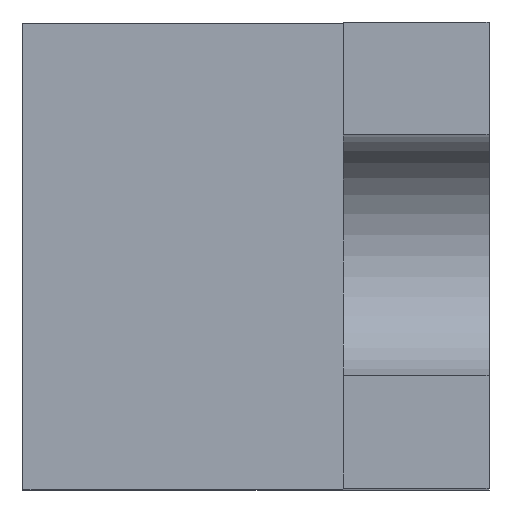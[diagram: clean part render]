
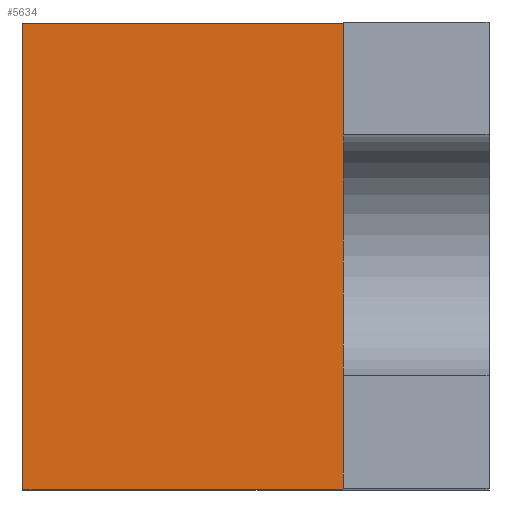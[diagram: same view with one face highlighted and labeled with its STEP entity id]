
A CAD part, top view. The second image highlights one B-rep face of the part: STEP entity #5634.
In plain terms, the highlighted planar face has unit normal (0, 0, 1).
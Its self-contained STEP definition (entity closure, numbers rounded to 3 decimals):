
#1351=ORIENTED_EDGE('',*,*,#2261,.F.);
#1352=ORIENTED_EDGE('',*,*,#2271,.F.);
#1353=ORIENTED_EDGE('',*,*,#2265,.T.);
#1354=ORIENTED_EDGE('',*,*,#2269,.T.);
#2261=EDGE_CURVE('',#2721,#2722,#3461,.T.);
#2265=EDGE_CURVE('',#2726,#2725,#3465,.T.);
#2269=EDGE_CURVE('',#2725,#2722,#3469,.T.);
#2271=EDGE_CURVE('',#2726,#2721,#3471,.T.);
#2721=VERTEX_POINT('',#8929);
#2722=VERTEX_POINT('',#8931);
#2725=VERTEX_POINT('',#8938);
#2726=VERTEX_POINT('',#8940);
#3461=LINE('',#8930,#4209);
#3465=LINE('',#8939,#4213);
#3469=LINE('',#8947,#4217);
#3471=LINE('',#8950,#4219);
#4209=VECTOR('',#7388,1000.);
#4213=VECTOR('',#7394,1000.);
#4217=VECTOR('',#7400,1000.);
#4219=VECTOR('',#7404,1000.);
#4555=EDGE_LOOP('',(#1351,#1352,#1353,#1354));
#4927=FACE_BOUND('',#4555,.T.);
#5298=PLANE('',#5987);
#5634=ADVANCED_FACE('',(#4927),#5298,.T.);
#5987=AXIS2_PLACEMENT_3D('',#8949,#7402,#7403);
#7388=DIRECTION('',(1.,0.,0.));
#7394=DIRECTION('',(1.,0.,0.));
#7400=DIRECTION('',(0.,1.,0.));
#7402=DIRECTION('',(0.,0.,1.));
#7403=DIRECTION('',(1.,0.,0.));
#7404=DIRECTION('',(0.,1.,0.));
#8929=CARTESIAN_POINT('',(5.,0.,5.));
#8930=CARTESIAN_POINT('',(5.,0.,5.));
#8931=CARTESIAN_POINT('',(16.,0.,5.));
#8938=CARTESIAN_POINT('',(16.,-16.,5.));
#8939=CARTESIAN_POINT('',(5.,-16.,5.));
#8940=CARTESIAN_POINT('',(5.,-16.,5.));
#8947=CARTESIAN_POINT('',(16.,-16.,5.));
#8949=CARTESIAN_POINT('',(5.,-16.,5.));
#8950=CARTESIAN_POINT('',(5.,-16.,5.));
